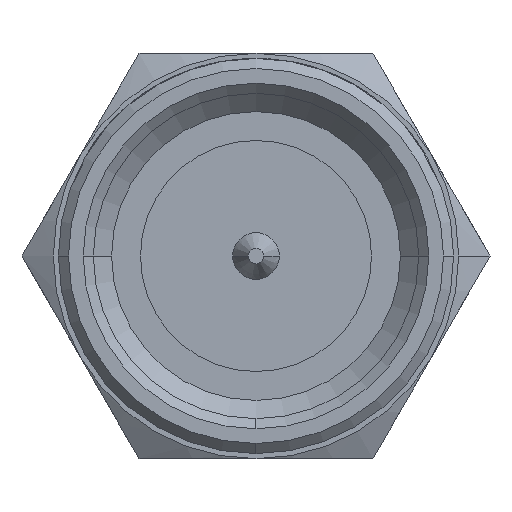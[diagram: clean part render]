
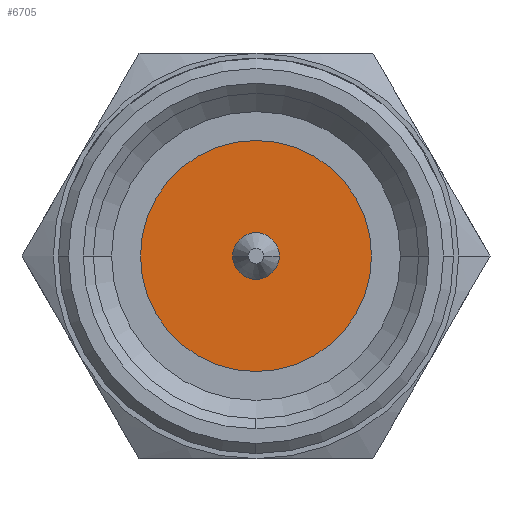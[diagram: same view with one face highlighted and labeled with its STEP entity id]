
A CAD part, left-side view. The second image highlights one B-rep face of the part: STEP entity #6705.
In plain terms, the highlighted planar face has unit normal (-1, 0, 0).
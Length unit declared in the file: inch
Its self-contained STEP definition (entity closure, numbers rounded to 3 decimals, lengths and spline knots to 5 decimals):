
#156 = FACE_BOUND ( 'NONE', #4081, .T. ) ;
#311 = CARTESIAN_POINT ( 'NONE',  ( 0.11811, -0.08976, 0. ) ) ;
#723 = ORIENTED_EDGE ( 'NONE', *, *, #7159, .F. ) ;
#744 = DIRECTION ( 'NONE',  ( 0., 0., 1. ) ) ;
#987 = EDGE_CURVE ( 'NONE', #6582, #7723, #3079, .T. ) ;
#1011 = CARTESIAN_POINT ( 'NONE',  ( 0.11811, 0.08976, 0. ) ) ;
#1070 = EDGE_LOOP ( 'NONE', ( #3036, #4806 ) ) ;
#1230 = CARTESIAN_POINT ( 'NONE',  ( 0.11811, -0.01811, 0. ) ) ;
#1321 = DIRECTION ( 'NONE',  ( -1., 0., 0. ) ) ;
#1489 = CARTESIAN_POINT ( 'NONE',  ( 0.11811, 0., 0. ) ) ;
#1552 = AXIS2_PLACEMENT_3D ( 'NONE', #4540, #6514, #3237 ) ;
#1929 = ORIENTED_EDGE ( 'NONE', *, *, #6869, .F. ) ;
#1994 = CIRCLE ( 'NONE', #6150, 0.08976 ) ;
#3036 = ORIENTED_EDGE ( 'NONE', *, *, #3144, .T. ) ;
#3079 = CIRCLE ( 'NONE', #5497, 0.08976 ) ;
#3144 = EDGE_CURVE ( 'NONE', #6582, #7723, #1994, .T. ) ;
#3237 = DIRECTION ( 'NONE',  ( 0., 1., 0. ) ) ;
#3697 = DIRECTION ( 'NONE',  ( -1., 0., 0. ) ) ;
#3719 = CARTESIAN_POINT ( 'NONE',  ( 0.11811, 0., 0. ) ) ;
#4081 = EDGE_LOOP ( 'NONE', ( #723, #1929 ) ) ;
#4390 = DIRECTION ( 'NONE',  ( 0., 1., 0. ) ) ;
#4410 = DIRECTION ( 'NONE',  ( 0., 1., 0. ) ) ;
#4540 = CARTESIAN_POINT ( 'NONE',  ( 0.11811, 0., 0. ) ) ;
#4719 = CIRCLE ( 'NONE', #6996, 0.01811 ) ;
#4806 = ORIENTED_EDGE ( 'NONE', *, *, #987, .F. ) ;
#5046 = CARTESIAN_POINT ( 'NONE',  ( 0.11811, 0., 0. ) ) ;
#5497 = AXIS2_PLACEMENT_3D ( 'NONE', #5046, #7643, #4410 ) ;
#5777 = VERTEX_POINT ( 'NONE', #7910 ) ;
#6040 = VERTEX_POINT ( 'NONE', #1230 ) ;
#6138 = DIRECTION ( 'NONE',  ( 0., -1., 0. ) ) ;
#6150 = AXIS2_PLACEMENT_3D ( 'NONE', #3719, #1321, #4390 ) ;
#6496 = PLANE ( 'NONE',  #7314 ) ;
#6514 = DIRECTION ( 'NONE',  ( -1., 0., 0. ) ) ;
#6515 = CIRCLE ( 'NONE', #1552, 0.01811 ) ;
#6571 = DIRECTION ( 'NONE',  ( -1., 0., 0. ) ) ;
#6582 = VERTEX_POINT ( 'NONE', #1011 ) ;
#6705 = ADVANCED_FACE ( 'NONE', ( #156, #7285 ), #6496, .T. ) ;
#6869 = EDGE_CURVE ( 'NONE', #5777, #6040, #6515, .T. ) ;
#6996 = AXIS2_PLACEMENT_3D ( 'NONE', #7510, #3697, #6138 ) ;
#7159 = EDGE_CURVE ( 'NONE', #6040, #5777, #4719, .T. ) ;
#7285 = FACE_OUTER_BOUND ( 'NONE', #1070, .T. ) ;
#7314 = AXIS2_PLACEMENT_3D ( 'NONE', #1489, #6571, #744 ) ;
#7510 = CARTESIAN_POINT ( 'NONE',  ( 0.11811, 0., 0. ) ) ;
#7643 = DIRECTION ( 'NONE',  ( 1., 0., 0. ) ) ;
#7723 = VERTEX_POINT ( 'NONE', #311 ) ;
#7910 = CARTESIAN_POINT ( 'NONE',  ( 0.11811, 0.01811, 0. ) ) ;
